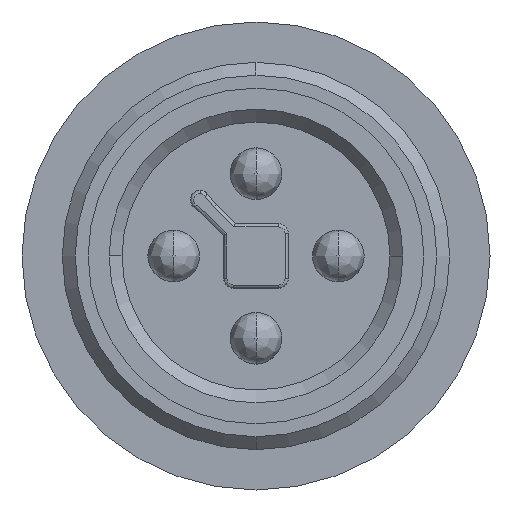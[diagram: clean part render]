
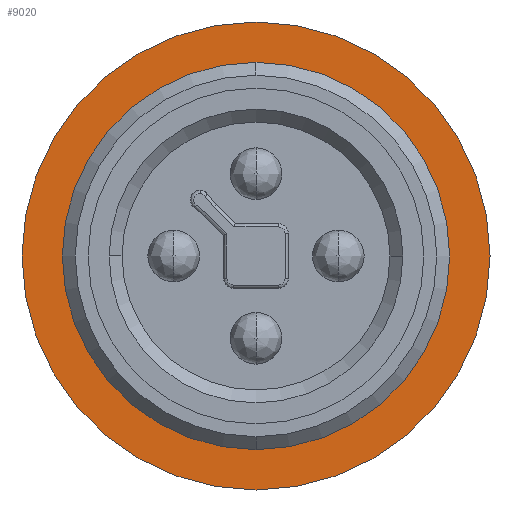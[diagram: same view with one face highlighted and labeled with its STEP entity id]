
A CAD part, left-side view. The second image highlights one B-rep face of the part: STEP entity #9020.
In plain terms, the highlighted planar face has unit normal (-1, 0, 0).
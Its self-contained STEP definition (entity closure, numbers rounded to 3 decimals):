
#215 = CARTESIAN_POINT ( 'NONE',  ( -6.3, 0., 0. ) ) ;
#373 = VERTEX_POINT ( 'NONE', #8691 ) ;
#1006 = FACE_OUTER_BOUND ( 'NONE', #3488, .T. ) ;
#1074 = ORIENTED_EDGE ( 'NONE', *, *, #14142, .T. ) ;
#1137 = CIRCLE ( 'NONE', #13488, 6. ) ;
#1392 = DIRECTION ( 'NONE',  ( 0., 0., -1. ) ) ;
#2270 = CIRCLE ( 'NONE', #3958, 6. ) ;
#2882 = AXIS2_PLACEMENT_3D ( 'NONE', #8875, #8836, #8784 ) ;
#3488 = EDGE_LOOP ( 'NONE', ( #5221, #4943 ) ) ;
#3843 = CARTESIAN_POINT ( 'NONE',  ( -6.3, 0., 0. ) ) ;
#3845 = CARTESIAN_POINT ( 'NONE',  ( -6.3, 0., 6. ) ) ;
#3958 = AXIS2_PLACEMENT_3D ( 'NONE', #215, #8500, #1392 ) ;
#4175 = PLANE ( 'NONE',  #9992 ) ;
#4750 = AXIS2_PLACEMENT_3D ( 'NONE', #13866, #13844, #13820 ) ;
#4943 = ORIENTED_EDGE ( 'NONE', *, *, #5182, .F. ) ;
#5044 = DIRECTION ( 'NONE',  ( 0., 0., -1. ) ) ;
#5182 = EDGE_CURVE ( 'NONE', #11111, #9253, #7013, .T. ) ;
#5221 = ORIENTED_EDGE ( 'NONE', *, *, #5474, .F. ) ;
#5376 = CARTESIAN_POINT ( 'NONE',  ( -6.3, 0., 0. ) ) ;
#5474 = EDGE_CURVE ( 'NONE', #9253, #11111, #11299, .T. ) ;
#6557 = DIRECTION ( 'NONE',  ( 0., 0., 1. ) ) ;
#6865 = FACE_BOUND ( 'NONE', #14229, .T. ) ;
#7013 = CIRCLE ( 'NONE', #4750, 7.25 ) ;
#7381 = ORIENTED_EDGE ( 'NONE', *, *, #9308, .T. ) ;
#8229 = CARTESIAN_POINT ( 'NONE',  ( -6.3, 0., 7.25 ) ) ;
#8500 = DIRECTION ( 'NONE',  ( 1., 0., 0. ) ) ;
#8691 = CARTESIAN_POINT ( 'NONE',  ( -6.3, 0., -6. ) ) ;
#8784 = DIRECTION ( 'NONE',  ( 0., 0., -1. ) ) ;
#8836 = DIRECTION ( 'NONE',  ( 1., 0., 0. ) ) ;
#8875 = CARTESIAN_POINT ( 'NONE',  ( -6.3, 0., 0. ) ) ;
#9020 = ADVANCED_FACE ( 'NONE', ( #1006, #6865 ), #4175, .T. ) ;
#9253 = VERTEX_POINT ( 'NONE', #13340 ) ;
#9308 = EDGE_CURVE ( 'NONE', #373, #10754, #2270, .T. ) ;
#9992 = AXIS2_PLACEMENT_3D ( 'NONE', #5376, #13960, #6557 ) ;
#10754 = VERTEX_POINT ( 'NONE', #3845 ) ;
#11111 = VERTEX_POINT ( 'NONE', #8229 ) ;
#11299 = CIRCLE ( 'NONE', #2882, 7.25 ) ;
#12390 = DIRECTION ( 'NONE',  ( 1., 0., 0. ) ) ;
#13340 = CARTESIAN_POINT ( 'NONE',  ( -6.3, 0., -7.25 ) ) ;
#13488 = AXIS2_PLACEMENT_3D ( 'NONE', #3843, #12390, #5044 ) ;
#13820 = DIRECTION ( 'NONE',  ( 0., 0., -1. ) ) ;
#13844 = DIRECTION ( 'NONE',  ( 1., 0., 0. ) ) ;
#13866 = CARTESIAN_POINT ( 'NONE',  ( -6.3, 0., 0. ) ) ;
#13960 = DIRECTION ( 'NONE',  ( -1., 0., 0. ) ) ;
#14142 = EDGE_CURVE ( 'NONE', #10754, #373, #1137, .T. ) ;
#14229 = EDGE_LOOP ( 'NONE', ( #7381, #1074 ) ) ;
